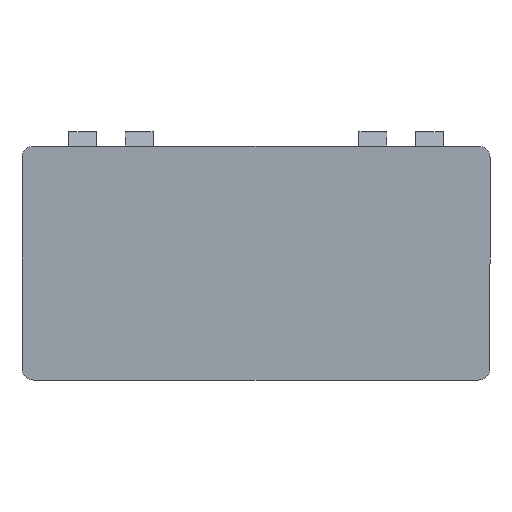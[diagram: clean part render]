
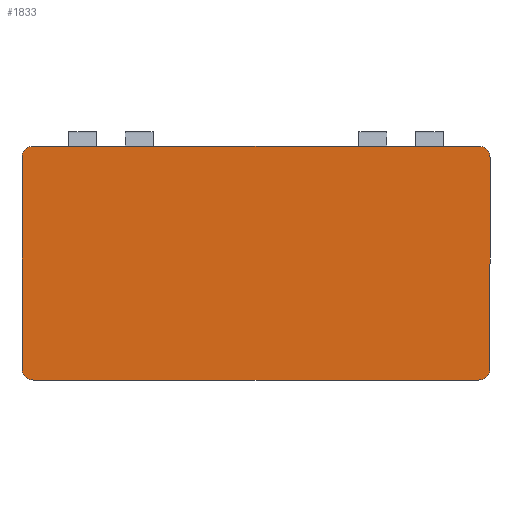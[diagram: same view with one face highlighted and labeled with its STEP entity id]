
A CAD part, front view. The second image highlights one B-rep face of the part: STEP entity #1833.
In plain terms, the highlighted planar face has unit normal (0, -1, 0).
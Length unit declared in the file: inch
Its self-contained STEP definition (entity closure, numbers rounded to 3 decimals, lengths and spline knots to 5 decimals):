
#84=PLANE('',#2029);
#224=FACE_OUTER_BOUND('',#332,.T.);
#332=EDGE_LOOP('',(#1694,#1695,#1696,#1697,#1698,#1699,#1700,#1701));
#403=LINE('',#2756,#580);
#503=LINE('',#3055,#680);
#506=LINE('',#3063,#683);
#509=LINE('',#3071,#686);
#580=VECTOR('',#2214,0.3937);
#680=VECTOR('',#2528,0.3937);
#683=VECTOR('',#2537,0.3937);
#686=VECTOR('',#2546,0.3937);
#762=CIRCLE('',#2017,0.125);
#763=CIRCLE('',#2020,0.125);
#764=CIRCLE('',#2023,0.125);
#765=CIRCLE('',#2026,0.125);
#836=VERTEX_POINT('',#2753);
#837=VERTEX_POINT('',#2755);
#928=VERTEX_POINT('',#3049);
#929=VERTEX_POINT('',#3053);
#930=VERTEX_POINT('',#3057);
#931=VERTEX_POINT('',#3061);
#932=VERTEX_POINT('',#3065);
#933=VERTEX_POINT('',#3069);
#1030=EDGE_CURVE('',#836,#837,#403,.T.);
#1178=EDGE_CURVE('',#928,#836,#762,.T.);
#1180=EDGE_CURVE('',#929,#928,#503,.T.);
#1182=EDGE_CURVE('',#930,#929,#763,.T.);
#1184=EDGE_CURVE('',#931,#930,#506,.T.);
#1186=EDGE_CURVE('',#932,#931,#764,.T.);
#1188=EDGE_CURVE('',#933,#932,#509,.T.);
#1189=EDGE_CURVE('',#837,#933,#765,.T.);
#1694=ORIENTED_EDGE('',*,*,#1178,.F.);
#1695=ORIENTED_EDGE('',*,*,#1180,.F.);
#1696=ORIENTED_EDGE('',*,*,#1182,.F.);
#1697=ORIENTED_EDGE('',*,*,#1184,.F.);
#1698=ORIENTED_EDGE('',*,*,#1186,.F.);
#1699=ORIENTED_EDGE('',*,*,#1188,.F.);
#1700=ORIENTED_EDGE('',*,*,#1189,.F.);
#1701=ORIENTED_EDGE('',*,*,#1030,.F.);
#1833=ADVANCED_FACE('',(#224),#84,.F.);
#2017=AXIS2_PLACEMENT_3D('',#3051,#2523,#2524);
#2020=AXIS2_PLACEMENT_3D('',#3059,#2532,#2533);
#2023=AXIS2_PLACEMENT_3D('',#3067,#2541,#2542);
#2026=AXIS2_PLACEMENT_3D('',#3073,#2549,#2550);
#2029=AXIS2_PLACEMENT_3D('',#3076,#2555,#2556);
#2214=DIRECTION('',(1.,0.,0.));
#2523=DIRECTION('center_axis',(0.,1.,0.));
#2524=DIRECTION('ref_axis',(-0.707,0.,0.707));
#2528=DIRECTION('',(0.,0.,1.));
#2532=DIRECTION('center_axis',(0.,1.,0.));
#2533=DIRECTION('ref_axis',(-0.707,0.,-0.707));
#2537=DIRECTION('',(-1.,0.,0.));
#2541=DIRECTION('center_axis',(0.,1.,0.));
#2542=DIRECTION('ref_axis',(0.707,0.,-0.707));
#2546=DIRECTION('',(0.,0.,-1.));
#2549=DIRECTION('center_axis',(0.,1.,0.));
#2550=DIRECTION('ref_axis',(0.707,0.,0.707));
#2555=DIRECTION('center_axis',(0.,1.,0.));
#2556=DIRECTION('ref_axis',(0.,0.,1.));
#2753=CARTESIAN_POINT('',(-4.875,0.,0.));
#2755=CARTESIAN_POINT('',(-0.125,0.,0.));
#2756=CARTESIAN_POINT('',(-5.,0.,0.));
#3049=CARTESIAN_POINT('',(-5.,0.,-0.125));
#3051=CARTESIAN_POINT('Origin',(-4.875,0.,-0.125));
#3053=CARTESIAN_POINT('',(-5.,0.,-2.375));
#3055=CARTESIAN_POINT('',(-5.,0.,-2.5));
#3057=CARTESIAN_POINT('',(-4.875,0.,-2.5));
#3059=CARTESIAN_POINT('Origin',(-4.875,0.,-2.375));
#3061=CARTESIAN_POINT('',(-0.125,0.,-2.5));
#3063=CARTESIAN_POINT('',(0.,0.,-2.5));
#3065=CARTESIAN_POINT('',(0.,0.,-2.375));
#3067=CARTESIAN_POINT('Origin',(-0.125,0.,-2.375));
#3069=CARTESIAN_POINT('',(0.,0.,-0.125));
#3071=CARTESIAN_POINT('',(0.,0.,0.));
#3073=CARTESIAN_POINT('Origin',(-0.125,0.,-0.125));
#3076=CARTESIAN_POINT('Origin',(-2.5,0.,-1.25));
